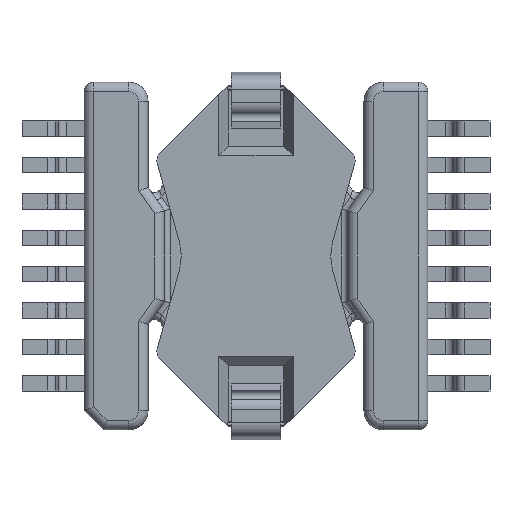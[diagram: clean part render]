
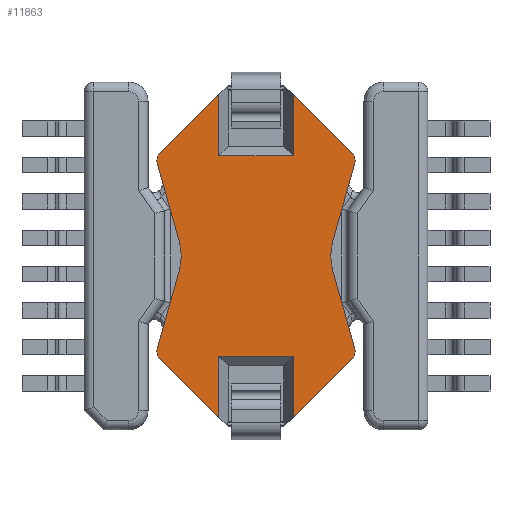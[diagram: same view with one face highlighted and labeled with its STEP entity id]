
A CAD part, front view. The second image highlights one B-rep face of the part: STEP entity #11863.
In plain terms, the highlighted planar face has unit normal (0, -1, 0).
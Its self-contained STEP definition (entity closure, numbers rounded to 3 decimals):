
#769=PLANE('',#12997);
#1430=FACE_OUTER_BOUND('',#2100,.T.);
#2100=EDGE_LOOP('',(#10747,#10748,#10749,#10750,#10751,#10752,#10753,#10754,
#10755,#10756,#10757,#10758,#10759,#10760,#10761,#10762,#10763,#10764,#10765,
#10766));
#3227=LINE('',#20363,#4406);
#3230=LINE('',#20371,#4409);
#3231=LINE('',#20373,#4410);
#3232=LINE('',#20375,#4411);
#3233=LINE('',#20379,#4412);
#3234=LINE('',#20383,#4413);
#3235=LINE('',#20387,#4414);
#3236=LINE('',#20389,#4415);
#3237=LINE('',#20391,#4416);
#3238=LINE('',#20393,#4417);
#3239=LINE('',#20395,#4418);
#3240=LINE('',#20399,#4419);
#3241=LINE('',#20403,#4420);
#3242=LINE('',#20406,#4421);
#4406=VECTOR('',#15983,10.);
#4409=VECTOR('',#15990,10.);
#4410=VECTOR('',#15991,10.);
#4411=VECTOR('',#15992,10.);
#4412=VECTOR('',#15995,10.);
#4413=VECTOR('',#15998,10.);
#4414=VECTOR('',#16001,10.);
#4415=VECTOR('',#16002,10.);
#4416=VECTOR('',#16003,10.);
#4417=VECTOR('',#16004,10.);
#4418=VECTOR('',#16005,10.);
#4419=VECTOR('',#16008,10.);
#4420=VECTOR('',#16011,10.);
#4421=VECTOR('',#16014,10.);
#4859=CIRCLE('',#12998,0.5);
#4860=CIRCLE('',#12999,3.);
#4861=CIRCLE('',#13000,0.5);
#4862=CIRCLE('',#13001,0.5);
#4863=CIRCLE('',#13002,3.);
#4864=CIRCLE('',#13003,0.5);
#5898=VERTEX_POINT('',#20360);
#5899=VERTEX_POINT('',#20362);
#5902=VERTEX_POINT('',#20370);
#5903=VERTEX_POINT('',#20372);
#5904=VERTEX_POINT('',#20374);
#5905=VERTEX_POINT('',#20376);
#5906=VERTEX_POINT('',#20378);
#5907=VERTEX_POINT('',#20380);
#5908=VERTEX_POINT('',#20382);
#5909=VERTEX_POINT('',#20384);
#5910=VERTEX_POINT('',#20386);
#5911=VERTEX_POINT('',#20388);
#5912=VERTEX_POINT('',#20390);
#5913=VERTEX_POINT('',#20392);
#5914=VERTEX_POINT('',#20394);
#5915=VERTEX_POINT('',#20396);
#5916=VERTEX_POINT('',#20398);
#5917=VERTEX_POINT('',#20400);
#5918=VERTEX_POINT('',#20402);
#5919=VERTEX_POINT('',#20404);
#7532=EDGE_CURVE('',#5898,#5899,#3227,.T.);
#7536=EDGE_CURVE('',#5902,#5898,#3230,.T.);
#7537=EDGE_CURVE('',#5903,#5902,#3231,.T.);
#7538=EDGE_CURVE('',#5903,#5904,#3232,.T.);
#7539=EDGE_CURVE('',#5905,#5904,#4859,.T.);
#7540=EDGE_CURVE('',#5905,#5906,#3233,.T.);
#7541=EDGE_CURVE('',#5907,#5906,#4860,.T.);
#7542=EDGE_CURVE('',#5907,#5908,#3234,.T.);
#7543=EDGE_CURVE('',#5909,#5908,#4861,.T.);
#7544=EDGE_CURVE('',#5909,#5910,#3235,.T.);
#7545=EDGE_CURVE('',#5911,#5910,#3236,.T.);
#7546=EDGE_CURVE('',#5912,#5911,#3237,.T.);
#7547=EDGE_CURVE('',#5913,#5912,#3238,.T.);
#7548=EDGE_CURVE('',#5913,#5914,#3239,.T.);
#7549=EDGE_CURVE('',#5915,#5914,#4862,.T.);
#7550=EDGE_CURVE('',#5915,#5916,#3240,.T.);
#7551=EDGE_CURVE('',#5917,#5916,#4863,.T.);
#7552=EDGE_CURVE('',#5917,#5918,#3241,.T.);
#7553=EDGE_CURVE('',#5919,#5918,#4864,.T.);
#7554=EDGE_CURVE('',#5919,#5899,#3242,.T.);
#10747=ORIENTED_EDGE('',*,*,#7532,.F.);
#10748=ORIENTED_EDGE('',*,*,#7536,.F.);
#10749=ORIENTED_EDGE('',*,*,#7537,.F.);
#10750=ORIENTED_EDGE('',*,*,#7538,.T.);
#10751=ORIENTED_EDGE('',*,*,#7539,.F.);
#10752=ORIENTED_EDGE('',*,*,#7540,.T.);
#10753=ORIENTED_EDGE('',*,*,#7541,.F.);
#10754=ORIENTED_EDGE('',*,*,#7542,.T.);
#10755=ORIENTED_EDGE('',*,*,#7543,.F.);
#10756=ORIENTED_EDGE('',*,*,#7544,.T.);
#10757=ORIENTED_EDGE('',*,*,#7545,.F.);
#10758=ORIENTED_EDGE('',*,*,#7546,.F.);
#10759=ORIENTED_EDGE('',*,*,#7547,.F.);
#10760=ORIENTED_EDGE('',*,*,#7548,.T.);
#10761=ORIENTED_EDGE('',*,*,#7549,.F.);
#10762=ORIENTED_EDGE('',*,*,#7550,.T.);
#10763=ORIENTED_EDGE('',*,*,#7551,.F.);
#10764=ORIENTED_EDGE('',*,*,#7552,.T.);
#10765=ORIENTED_EDGE('',*,*,#7553,.F.);
#10766=ORIENTED_EDGE('',*,*,#7554,.T.);
#11863=ADVANCED_FACE('',(#1430),#769,.T.);
#12997=AXIS2_PLACEMENT_3D('',#20369,#15988,#15989);
#12998=AXIS2_PLACEMENT_3D('',#20377,#15993,#15994);
#12999=AXIS2_PLACEMENT_3D('',#20381,#15996,#15997);
#13000=AXIS2_PLACEMENT_3D('',#20385,#15999,#16000);
#13001=AXIS2_PLACEMENT_3D('',#20397,#16006,#16007);
#13002=AXIS2_PLACEMENT_3D('',#20401,#16009,#16010);
#13003=AXIS2_PLACEMENT_3D('',#20405,#16012,#16013);
#15983=DIRECTION('',(0.,0.,1.));
#15988=DIRECTION('center_axis',(0.,-1.,0.));
#15989=DIRECTION('ref_axis',(0.,0.,-1.));
#15990=DIRECTION('',(1.,0.,0.));
#15991=DIRECTION('',(0.,0.,-1.));
#15992=DIRECTION('',(-0.707,0.,-0.707));
#15993=DIRECTION('center_axis',(0.,1.,0.));
#15994=DIRECTION('ref_axis',(-0.968,0.,0.253));
#15995=DIRECTION('',(0.271,0.,-0.962));
#15996=DIRECTION('center_axis',(0.,-1.,0.));
#15997=DIRECTION('ref_axis',(1.,0.,0.));
#15998=DIRECTION('',(-0.271,0.,-0.962));
#15999=DIRECTION('center_axis',(0.,1.,0.));
#16000=DIRECTION('ref_axis',(-0.968,0.,-0.253));
#16001=DIRECTION('',(0.707,0.,-0.707));
#16002=DIRECTION('',(0.,0.,-1.));
#16003=DIRECTION('',(-1.,0.,0.));
#16004=DIRECTION('',(0.,0.,1.));
#16005=DIRECTION('',(0.707,0.,0.707));
#16006=DIRECTION('center_axis',(0.,1.,0.));
#16007=DIRECTION('ref_axis',(0.968,0.,-0.253));
#16008=DIRECTION('',(-0.271,0.,0.962));
#16009=DIRECTION('center_axis',(0.,-1.,0.));
#16010=DIRECTION('ref_axis',(-1.,0.,0.));
#16011=DIRECTION('',(0.271,0.,0.962));
#16012=DIRECTION('center_axis',(0.,1.,0.));
#16013=DIRECTION('ref_axis',(0.968,0.,0.253));
#16014=DIRECTION('',(-0.707,0.,0.707));
#20360=CARTESIAN_POINT('',(1.95,-6.2,5.25));
#20362=CARTESIAN_POINT('',(1.95,-6.2,8.444));
#20363=CARTESIAN_POINT('',(1.95,-6.2,3.55));
#20369=CARTESIAN_POINT('Origin',(0.,-6.2,0.));
#20370=CARTESIAN_POINT('',(-1.95,-6.2,5.25));
#20371=CARTESIAN_POINT('',(0.,-6.2,5.25));
#20372=CARTESIAN_POINT('',(-1.95,-6.2,8.444));
#20373=CARTESIAN_POINT('',(-1.95,-6.2,3.55));
#20374=CARTESIAN_POINT('',(-5.043,-6.2,5.352));
#20375=CARTESIAN_POINT('',(-10.394,-6.2,0.));
#20376=CARTESIAN_POINT('',(-5.171,-6.2,4.862));
#20377=CARTESIAN_POINT('Origin',(-4.689,-6.2,4.998));
#20378=CARTESIAN_POINT('',(-4.029,-6.2,0.814));
#20379=CARTESIAN_POINT('',(-3.8,-6.2,0.));
#20380=CARTESIAN_POINT('',(-4.029,-6.2,-0.814));
#20381=CARTESIAN_POINT('Origin',(-6.917,-6.2,0.));
#20382=CARTESIAN_POINT('',(-5.171,-6.2,-4.862));
#20383=CARTESIAN_POINT('',(-5.25,-6.2,-5.144));
#20384=CARTESIAN_POINT('',(-5.043,-6.2,-5.352));
#20385=CARTESIAN_POINT('Origin',(-4.689,-6.2,-4.998));
#20386=CARTESIAN_POINT('',(-1.95,-6.2,-8.444));
#20387=CARTESIAN_POINT('',(0.,-6.2,-10.394));
#20388=CARTESIAN_POINT('',(-1.95,-6.2,-5.25));
#20389=CARTESIAN_POINT('',(-1.95,-6.2,-3.55));
#20390=CARTESIAN_POINT('',(1.95,-6.2,-5.25));
#20391=CARTESIAN_POINT('',(0.,-6.2,-5.25));
#20392=CARTESIAN_POINT('',(1.95,-6.2,-8.444));
#20393=CARTESIAN_POINT('',(1.95,-6.2,-3.55));
#20394=CARTESIAN_POINT('',(5.043,-6.2,-5.352));
#20395=CARTESIAN_POINT('',(10.394,-6.2,0.));
#20396=CARTESIAN_POINT('',(5.171,-6.2,-4.862));
#20397=CARTESIAN_POINT('Origin',(4.689,-6.2,-4.998));
#20398=CARTESIAN_POINT('',(4.029,-6.2,-0.814));
#20399=CARTESIAN_POINT('',(3.8,-6.2,0.));
#20400=CARTESIAN_POINT('',(4.029,-6.2,0.814));
#20401=CARTESIAN_POINT('Origin',(6.917,-6.2,0.));
#20402=CARTESIAN_POINT('',(5.171,-6.2,4.862));
#20403=CARTESIAN_POINT('',(5.25,-6.2,5.144));
#20404=CARTESIAN_POINT('',(5.043,-6.2,5.352));
#20405=CARTESIAN_POINT('Origin',(4.689,-6.2,4.998));
#20406=CARTESIAN_POINT('',(0.,-6.2,10.394));
